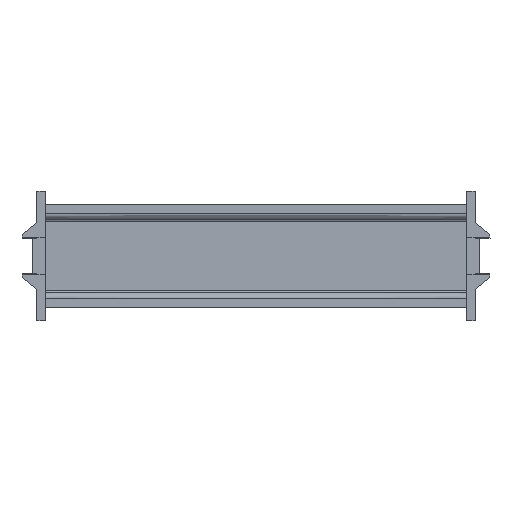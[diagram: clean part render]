
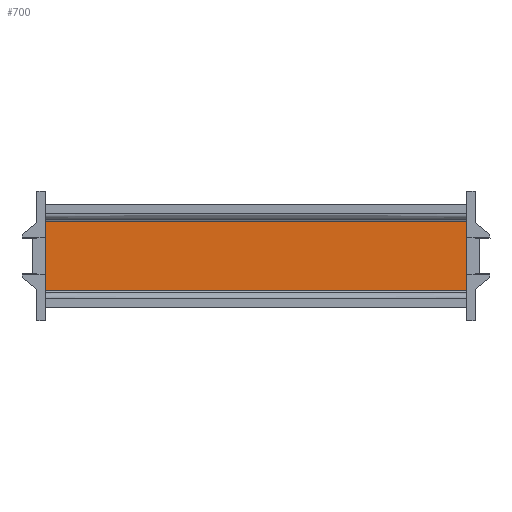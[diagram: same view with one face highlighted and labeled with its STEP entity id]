
A CAD part, top view. The second image highlights one B-rep face of the part: STEP entity #700.
In plain terms, the highlighted planar face has unit normal (0, 0, 1).
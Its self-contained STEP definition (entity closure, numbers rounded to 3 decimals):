
#687=AXIS2_PLACEMENT_3D('Plane Axis2P3D',#684,#685,#686) ;
#56=CARTESIAN_POINT('Vertex',(6.,10.3,1.3)) ;
#60=CARTESIAN_POINT('Control Point',(6.,33.7,1.3)) ;
#61=CARTESIAN_POINT('Control Point',(6.,29.02,1.3)) ;
#62=CARTESIAN_POINT('Control Point',(6.,24.34,1.3)) ;
#63=CARTESIAN_POINT('Control Point',(6.,19.66,1.3)) ;
#64=CARTESIAN_POINT('Control Point',(6.,14.98,1.3)) ;
#65=CARTESIAN_POINT('Control Point',(6.,10.3,1.3)) ;
#66=CARTESIAN_POINT('Vertex',(6.,33.7,1.3)) ;
#442=CARTESIAN_POINT('Vertex',(152.5,33.7,1.3)) ;
#446=CARTESIAN_POINT('Control Point',(152.5,33.7,1.3)) ;
#447=CARTESIAN_POINT('Control Point',(152.5,29.02,1.3)) ;
#448=CARTESIAN_POINT('Control Point',(152.5,24.34,1.3)) ;
#449=CARTESIAN_POINT('Control Point',(152.5,19.66,1.3)) ;
#450=CARTESIAN_POINT('Control Point',(152.5,14.98,1.3)) ;
#451=CARTESIAN_POINT('Control Point',(152.5,10.3,1.3)) ;
#452=CARTESIAN_POINT('Vertex',(152.5,10.3,1.3)) ;
#671=CARTESIAN_POINT('Line Origine',(79.25,10.3,1.3)) ;
#684=CARTESIAN_POINT('Axis2P3D Location',(6.,10.3,1.3)) ;
#689=CARTESIAN_POINT('Line Origine',(79.25,33.7,1.3)) ;
#672=DIRECTION('Vector Direction',(1.,0.,0.)) ;
#685=DIRECTION('Axis2P3D Direction',(0.,0.,-1.)) ;
#686=DIRECTION('Axis2P3D XDirection',(0.,1.,0.)) ;
#690=DIRECTION('Vector Direction',(1.,0.,0.)) ;
#673=VECTOR('Line Direction',#672,1.) ;
#691=VECTOR('Line Direction',#690,1.) ;
#695=ORIENTED_EDGE('',*,*,#454,.T.) ;
#696=ORIENTED_EDGE('',*,*,#693,.F.) ;
#697=ORIENTED_EDGE('',*,*,#68,.F.) ;
#698=ORIENTED_EDGE('',*,*,#675,.T.) ;
#700=ADVANCED_FACE('51426_TS_35_PT6.1\\TS 35X7.5...M/....1\\Ergebnis von  TS 35X7.5 ',(#699),#688,.F.) ;
#59=B_SPLINE_CURVE_WITH_KNOTS('',5,(#60,#61,#62,#63,#64,#65),.UNSPECIFIED.,.F.,.U.,(6,6),(0.,23.4),.UNSPECIFIED.) ;
#445=B_SPLINE_CURVE_WITH_KNOTS('',5,(#446,#447,#448,#449,#450,#451),.UNSPECIFIED.,.F.,.U.,(6,6),(0.,23.4),.UNSPECIFIED.) ;
#68=EDGE_CURVE('',#57,#67,#59,.F.) ;
#454=EDGE_CURVE('',#453,#443,#445,.F.) ;
#675=EDGE_CURVE('',#57,#453,#674,.T.) ;
#693=EDGE_CURVE('',#67,#443,#692,.T.) ;
#694=EDGE_LOOP('',(#695,#696,#697,#698)) ;
#699=FACE_OUTER_BOUND('',#694,.T.) ;
#674=LINE('Line',#671,#673) ;
#692=LINE('Line',#689,#691) ;
#688=PLANE('',#687) ;
#57=VERTEX_POINT('',#56) ;
#67=VERTEX_POINT('',#66) ;
#443=VERTEX_POINT('',#442) ;
#453=VERTEX_POINT('',#452) ;
